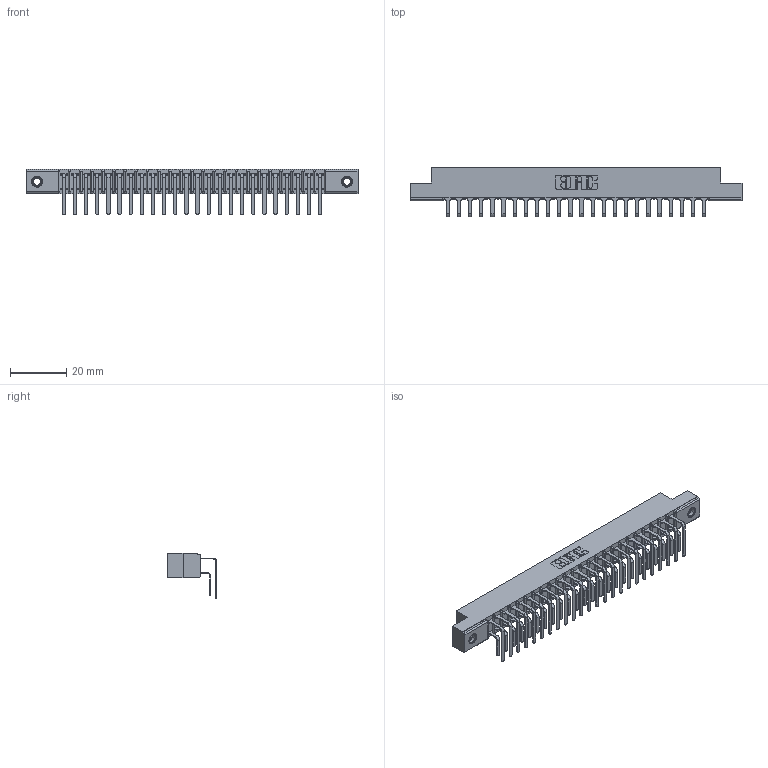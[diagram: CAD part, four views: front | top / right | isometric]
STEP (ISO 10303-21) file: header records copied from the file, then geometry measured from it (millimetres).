
FILE_DESCRIPTION (( 'STEP AP203' ), '1' );
FILE_NAME ('357-048-559-207.STEP', '2018-08-11T14:23:40', ( '' ), ( '' ), 'SwSTEP 2.0', 'SolidWorks 2016', '' );
FILE_SCHEMA (( 'CONFIG_CONTROL_DESIGN' ));
Length unit declared in the file: inch
Products named in the file (5): 345-250-001_345-250-005-103; 357-048-559-207; 307 Part_.156 Dia Mounting Holes; 307-290-001_558 559 - 1 (Single); 307-290-001_559 - 2 (Single)
Assembly tree (51 placements, depth 2):
  357-048-559-207
    307 Part_.156 Dia Mounting Holes
    307-290-001_558 559 - 1 (Single)  x24
    307-290-001_559 - 2 (Single)  x24
    345-250-001_345-250-005-103  x2
Bounding box: 118.11 x 17.69 x 16.08 mm (x, y, z)
Volume: 7924.7 mm3; surface area: 15337.3 mm2
Topology: 51 solids, 51 shells, 2603 faces, 7275 edges, 4710 vertices
Faces by surface type: plane 1686, cylinder 851, sphere 50, cone 12, torus 4
Entity records: 26194 total; most frequent: CARTESIAN_POINT 4277, ORIENTED_EDGE 4230, DIRECTION 4205, EDGE_CURVE 2115, VECTOR 1613, LINE 1613, VERTEX_POINT 1368, AXIS2_PLACEMENT_3D 1296
